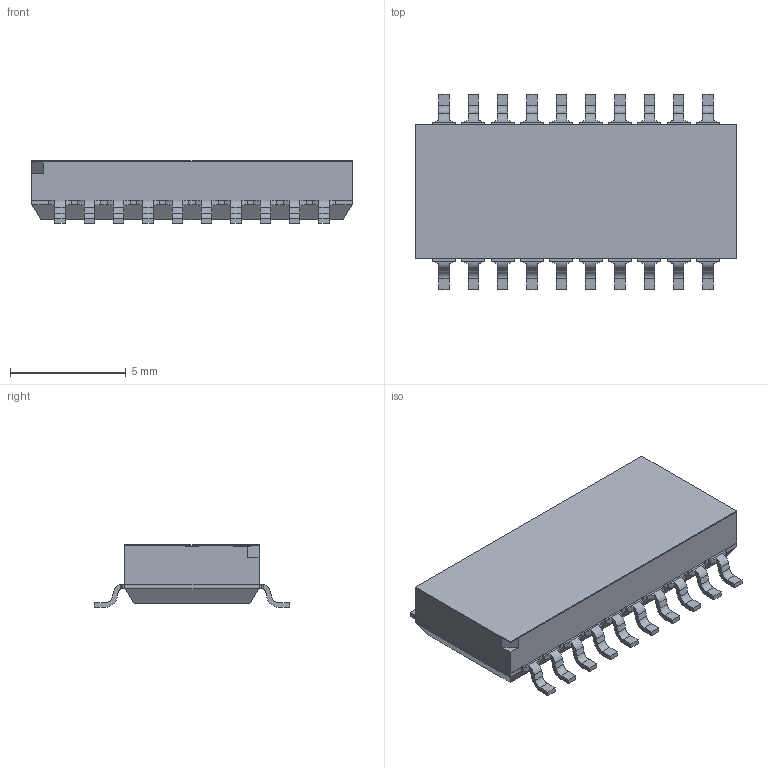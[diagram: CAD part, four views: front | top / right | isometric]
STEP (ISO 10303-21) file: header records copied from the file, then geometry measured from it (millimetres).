
FILE_DESCRIPTION( ( 'Unknown' ), '1' );
FILE_NAME( '416131160810.stp', 'Unknown', ( 'Unknown' ), ( 'Unknown' ), 'PSStep 17.0.49', 'Unknown', ' ' );
FILE_SCHEMA( ( 'AUTOMOTIVE_DESIGN { 1 0 10303 214 1 1 1 1 }' ) );
Length unit declared in the file: millimetre
Products named in the file (8): Assem1; Terminal; Actuator; Contact; Lead_Terminal 10; Housing_10; Cover_Tape_10
Assembly tree (43 placements, depth 2):
  Assem1
    Terminal  x10
    Terminal  x10
    Actuator  x10
    Contact  x10
    Lead_Terminal 10
    Housing_10
    Cover_Tape_10
Bounding box: 13.87 x 8.44 x 2.7 mm (x, y, z)
Volume: 164.6 mm3; surface area: 1037.3 mm2
Topology: 43 solids, 43 shells, 1518 faces, 4097 edges, 2668 vertices
Faces by surface type: plane 1258, cylinder 230, extrusion 30
Full cylindrical faces by diameter (mm): 0.5 x10
Entity records: 26018 total; most frequent: CARTESIAN_POINT 5348, ORIENTED_EDGE 3386, DIRECTION 2823, EDGE_CURVE 1693, VECTOR 1435, LINE 1405, VERTEX_POINT 1092, AXIS2_PLACEMENT_3D 694
